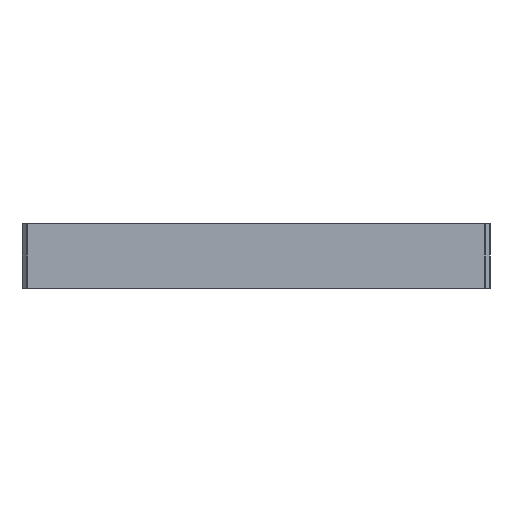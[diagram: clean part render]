
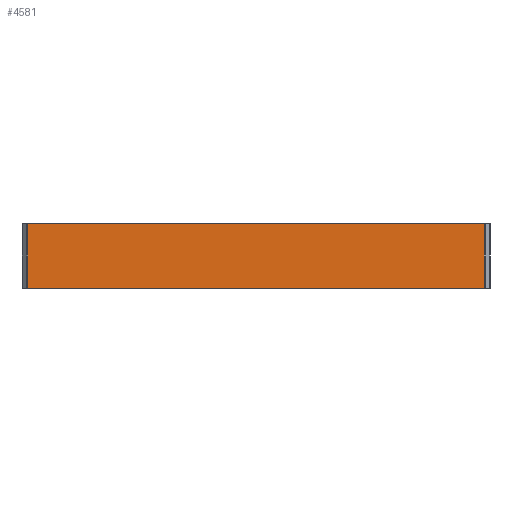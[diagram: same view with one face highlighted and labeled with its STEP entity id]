
A CAD part, left-side view. The second image highlights one B-rep face of the part: STEP entity #4581.
In plain terms, the highlighted planar face has unit normal (-1, 0, 0).
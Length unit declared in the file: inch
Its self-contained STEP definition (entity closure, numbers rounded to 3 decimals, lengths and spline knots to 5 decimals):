
#191=PLANE('',#4914);
#421=FACE_OUTER_BOUND('',#701,.T.);
#701=EDGE_LOOP('',(#4155,#4156,#4157,#4158));
#1106=LINE('',#10338,#1480);
#1377=LINE('',#14805,#1751);
#1390=LINE('',#14864,#1764);
#1391=LINE('',#14866,#1765);
#1480=VECTOR('',#5216,0.3937);
#1751=VECTOR('',#5823,0.3937);
#1764=VECTOR('',#5884,0.3937);
#1765=VECTOR('',#5887,0.3937);
#1954=VERTEX_POINT('',#10335);
#1955=VERTEX_POINT('',#10337);
#2203=VERTEX_POINT('',#14802);
#2204=VERTEX_POINT('',#14804);
#2456=EDGE_CURVE('',#1954,#1955,#1106,.T.);
#2850=EDGE_CURVE('',#2203,#2204,#1377,.T.);
#2880=EDGE_CURVE('',#1955,#2203,#1390,.T.);
#2881=EDGE_CURVE('',#2204,#1954,#1391,.T.);
#4155=ORIENTED_EDGE('',*,*,#2880,.F.);
#4156=ORIENTED_EDGE('',*,*,#2456,.F.);
#4157=ORIENTED_EDGE('',*,*,#2881,.F.);
#4158=ORIENTED_EDGE('',*,*,#2850,.F.);
#4581=ADVANCED_FACE('',(#421),#191,.T.);
#4914=AXIS2_PLACEMENT_3D('',#14865,#5885,#5886);
#5216=DIRECTION('',(0.,1.,0.));
#5823=DIRECTION('',(0.,-1.,0.));
#5884=DIRECTION('',(0.,0.,1.));
#5885=DIRECTION('center_axis',(-1.,0.,0.));
#5886=DIRECTION('ref_axis',(0.,1.,0.));
#5887=DIRECTION('',(0.,0.,-1.));
#10335=CARTESIAN_POINT('',(-1.625,-2.96672,-0.92));
#10337=CARTESIAN_POINT('',(-1.625,3.49172,-0.92));
#10338=CARTESIAN_POINT('',(-1.625,3.975,-0.92));
#14802=CARTESIAN_POINT('',(-1.625,3.49172,0.));
#14804=CARTESIAN_POINT('',(-1.625,-2.96672,0.));
#14805=CARTESIAN_POINT('',(-1.625,3.975,0.));
#14864=CARTESIAN_POINT('',(-1.625,3.49172,0.));
#14865=CARTESIAN_POINT('Origin',(-1.625,-3.975,0.));
#14866=CARTESIAN_POINT('',(-1.625,-2.96672,0.));
